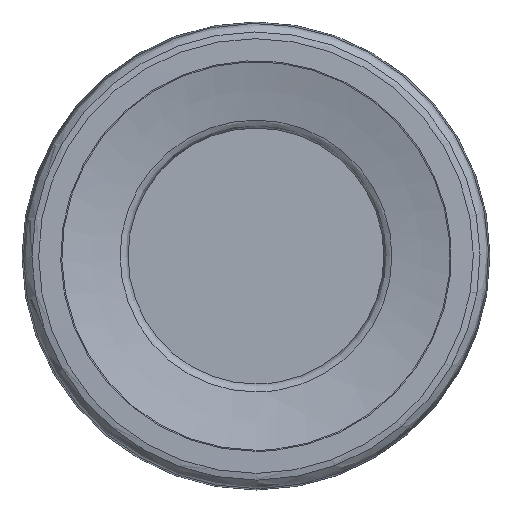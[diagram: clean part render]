
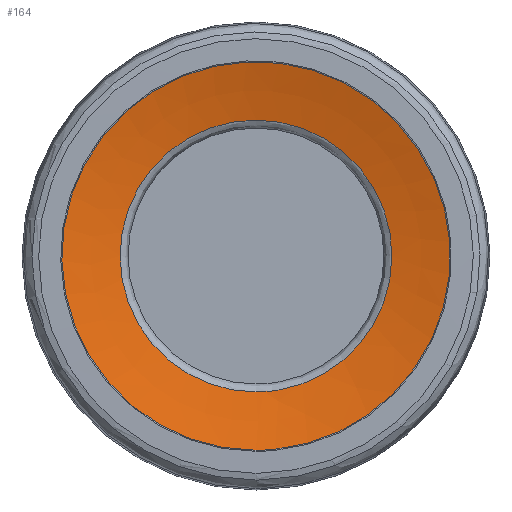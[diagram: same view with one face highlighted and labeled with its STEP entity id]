
A CAD part, left-side view. The second image highlights one B-rep face of the part: STEP entity #164.
In plain terms, the highlighted face is a revolution surface.
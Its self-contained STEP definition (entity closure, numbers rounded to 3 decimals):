
#46=SURFACE_OF_REVOLUTION('',#84,#66);
#66=AXIS1_PLACEMENT('',#1015,#734);
#84=B_SPLINE_CURVE_WITH_KNOTS('',3,(#1001,#1002,#1003,#1004,#1005,#1006,
#1007,#1008,#1009,#1010,#1011,#1012,#1013,#1014),.UNSPECIFIED.,.F.,.F.,
(4,2,2,2,2,2,4),(0.,0.125,0.25,0.5,0.75,0.875,1.),.UNSPECIFIED.);
#164=ADVANCED_FACE('',(#244,#245),#46,.T.);
#244=FACE_BOUND('',#324,.T.);
#245=FACE_BOUND('',#325,.T.);
#324=EDGE_LOOP('',(#404));
#325=EDGE_LOOP('',(#405));
#404=ORIENTED_EDGE('',*,*,#487,.F.);
#405=ORIENTED_EDGE('',*,*,#486,.T.);
#446=VERTEX_POINT('',#984);
#447=VERTEX_POINT('',#1000);
#486=EDGE_CURVE('',#446,#446,#526,.T.);
#487=EDGE_CURVE('',#447,#447,#527,.T.);
#526=CIRCLE('',#588,8.183);
#527=CIRCLE('',#589,11.693);
#588=AXIS2_PLACEMENT_3D('',#983,#729,#730);
#589=AXIS2_PLACEMENT_3D('',#999,#732,#733);
#729=DIRECTION('',(1.,0.,0.));
#730=DIRECTION('',(0.,0.,-1.));
#732=DIRECTION('',(1.,0.,0.));
#733=DIRECTION('',(0.,0.,-1.));
#734=DIRECTION('',(1.,0.,0.));
#983=CARTESIAN_POINT('',(0.842,0.,0.));
#984=CARTESIAN_POINT('',(0.842,0.,-8.183));
#999=CARTESIAN_POINT('',(0.015,0.,0.));
#1000=CARTESIAN_POINT('',(0.015,0.,-11.693));
#1001=CARTESIAN_POINT('',(0.842,-8.139,0.849));
#1002=CARTESIAN_POINT('',(0.819,-8.312,0.824));
#1003=CARTESIAN_POINT('',(0.804,-8.476,0.799));
#1004=CARTESIAN_POINT('',(0.752,-8.786,0.755));
#1005=CARTESIAN_POINT('',(0.716,-8.932,0.735));
#1006=CARTESIAN_POINT('',(0.604,-9.365,0.676));
#1007=CARTESIAN_POINT('',(0.529,-9.653,0.637));
#1008=CARTESIAN_POINT('',(0.38,-10.232,0.559));
#1009=CARTESIAN_POINT('',(0.306,-10.522,0.519));
#1010=CARTESIAN_POINT('',(0.193,-10.955,0.461));
#1011=CARTESIAN_POINT('',(0.156,-11.099,0.441));
#1012=CARTESIAN_POINT('',(0.079,-11.386,0.402));
#1013=CARTESIAN_POINT('',(0.044,-11.535,0.382));
#1014=CARTESIAN_POINT('',(0.015,-11.687,0.36));
#1015=CARTESIAN_POINT('',(0.,0.,0.));
